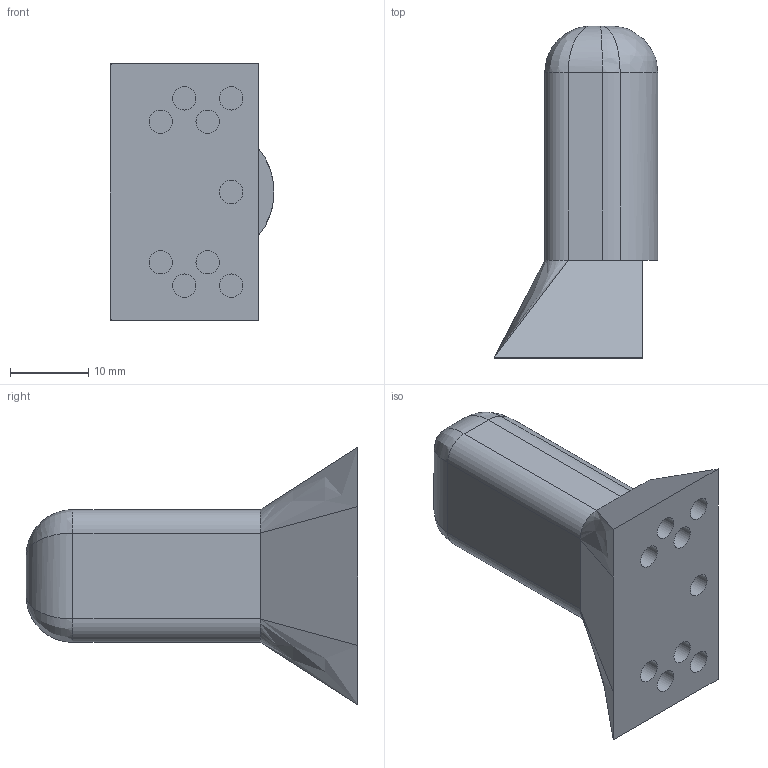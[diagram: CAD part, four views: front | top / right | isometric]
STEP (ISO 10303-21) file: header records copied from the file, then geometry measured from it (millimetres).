
FILE_DESCRIPTION(/* description */ (''),/* implementation_level */ '2;1');
FILE_NAME(/* name */ 'thinner_finger_tip_soft.stp',/* time_stamp */ '2024-12-21T19:40:47-05:00',/* author */ ('Kenny'),/* organization */ (''),/* preprocessor_version */ 'ST-DEVELOPER v18.1',/* originating_system */ 'Autodesk Inventor 2021',/* authorisation */ '');
FILE_SCHEMA (('AUTOMOTIVE_DESIGN { 1 0 10303 214 3 1 1 }'));
Length unit declared in the file: millimetre
Products named in the file (1): finger_tip_1
Bounding box: 21 x 42.5 x 33 mm (x, y, z)
Volume: 10692 mm3; surface area: 3917.7 mm2
Topology: 1 solids, 1 shells, 45 faces, 104 edges, 66 vertices
Faces by surface type: plane 21, cylinder 17, bspline 7
Full cylindrical faces by diameter (mm): 3 x9
Entity records: 1545 total; most frequent: CARTESIAN_POINT 475, DIRECTION 227, ORIENTED_EDGE 200, EDGE_CURVE 100, AXIS2_PLACEMENT_3D 92, VERTEX_POINT 66, EDGE_LOOP 54, CIRCLE 49
